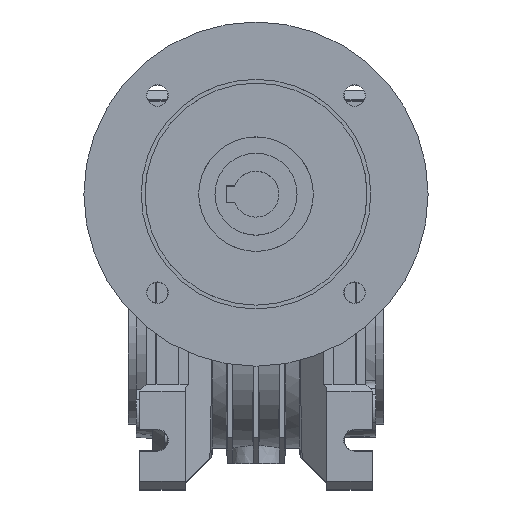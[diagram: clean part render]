
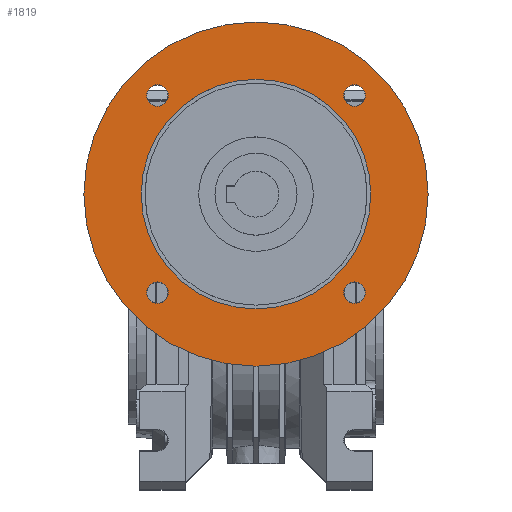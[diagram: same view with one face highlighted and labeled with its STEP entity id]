
A CAD part, top view. The second image highlights one B-rep face of the part: STEP entity #1819.
In plain terms, the highlighted planar face has unit normal (0, 0, 1).
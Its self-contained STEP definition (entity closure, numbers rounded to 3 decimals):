
#1819 = ADVANCED_FACE( 'NONE', ( #3814, #3815, #3816, #3817, #3818, #3819 ), #3820, .T. );
#3814 = FACE_OUTER_BOUND( '', #6184, .T. );
#3815 = FACE_BOUND( '', #6185, .T. );
#3816 = FACE_BOUND( '', #6186, .T. );
#3817 = FACE_BOUND( '', #6187, .T. );
#3818 = FACE_BOUND( '', #6188, .T. );
#3819 = FACE_BOUND( '', #6189, .T. );
#3820 = PLANE( '', #6190 );
#6184 = EDGE_LOOP( '', ( #11785 ) );
#6185 = EDGE_LOOP( '', ( #11786 ) );
#6186 = EDGE_LOOP( '', ( #11787 ) );
#6187 = EDGE_LOOP( '', ( #11788 ) );
#6188 = EDGE_LOOP( '', ( #11789 ) );
#6189 = EDGE_LOOP( '', ( #11790 ) );
#6190 = AXIS2_PLACEMENT_3D( '', #11791, #11792, #11793 );
#11785 = ORIENTED_EDGE( '', *, *, #15028, .T. );
#11786 = ORIENTED_EDGE( '', *, *, #14536, .T. );
#11787 = ORIENTED_EDGE( '', *, *, #13208, .T. );
#11788 = ORIENTED_EDGE( '', *, *, #13184, .T. );
#11789 = ORIENTED_EDGE( '', *, *, #12941, .T. );
#11790 = ORIENTED_EDGE( '', *, *, #14171, .T. );
#11791 = CARTESIAN_POINT( '', ( 0., -57., 16. ) );
#11792 = DIRECTION( '', ( 0., 0., 1. ) );
#11793 = DIRECTION( '', ( -1., 0., 0. ) );
#12941 = EDGE_CURVE( 'NONE', #15572, #15572, #15573, .F. );
#13184 = EDGE_CURVE( 'NONE', #15999, #15999, #16000, .F. );
#13208 = EDGE_CURVE( 'NONE', #16043, #16043, #16044, .F. );
#14171 = EDGE_CURVE( 'NONE', #17582, #17582, #17583, .F. );
#14536 = EDGE_CURVE( 'NONE', #18087, #18087, #18088, .F. );
#15028 = EDGE_CURVE( 'NONE', #18698, #18698, #18699, .T. );
#15572 = VERTEX_POINT( '', #19428 );
#15573 = CIRCLE( '', #19429, 3.296 );
#15999 = VERTEX_POINT( '', #20576 );
#16000 = CIRCLE( '', #20577, 3.296 );
#16043 = VERTEX_POINT( '', #20650 );
#16044 = CIRCLE( '', #20651, 3.296 );
#17582 = VERTEX_POINT( '', #23598 );
#17583 = CIRCLE( '', #23599, 35. );
#18087 = VERTEX_POINT( '', #24407 );
#18088 = CIRCLE( '', #24408, 3.296 );
#18698 = VERTEX_POINT( '', #25720 );
#18699 = CIRCLE( '', #25721, 52.474 );
#19428 = CARTESIAN_POINT( '', ( -33.348, -30.052, 16. ) );
#19429 = AXIS2_PLACEMENT_3D( '', #26244, #26245, #26246 );
#20576 = CARTESIAN_POINT( '', ( 26.756, 30.052, 16. ) );
#20577 = AXIS2_PLACEMENT_3D( '', #26523, #26524, #26525 );
#20650 = CARTESIAN_POINT( '', ( 26.756, -30.052, 16. ) );
#20651 = AXIS2_PLACEMENT_3D( '', #26553, #26554, #26555 );
#23598 = CARTESIAN_POINT( '', ( -35., 0., 16. ) );
#23599 = AXIS2_PLACEMENT_3D( '', #27563, #27564, #27565 );
#24407 = CARTESIAN_POINT( '', ( -33.348, 30.052, 16. ) );
#24408 = AXIS2_PLACEMENT_3D( '', #27937, #27938, #27939 );
#25720 = CARTESIAN_POINT( '', ( -52.474, 0., 16. ) );
#25721 = AXIS2_PLACEMENT_3D( '', #28339, #28340, #28341 );
#26244 = CARTESIAN_POINT( '', ( -30.052, -30.052, 16. ) );
#26245 = DIRECTION( '', ( 0., 0., 1. ) );
#26246 = DIRECTION( '', ( -1., 0., 0. ) );
#26523 = CARTESIAN_POINT( '', ( 30.052, 30.052, 16. ) );
#26524 = DIRECTION( '', ( 0., 0., 1. ) );
#26525 = DIRECTION( '', ( -1., 0., 0. ) );
#26553 = CARTESIAN_POINT( '', ( 30.052, -30.052, 16. ) );
#26554 = DIRECTION( '', ( 0., 0., 1. ) );
#26555 = DIRECTION( '', ( -1., 0., 0. ) );
#27563 = CARTESIAN_POINT( '', ( 0., 0., 16. ) );
#27564 = DIRECTION( '', ( 0., 0., 1. ) );
#27565 = DIRECTION( '', ( -1., 0., 0. ) );
#27937 = CARTESIAN_POINT( '', ( -30.052, 30.052, 16. ) );
#27938 = DIRECTION( '', ( 0., 0., 1. ) );
#27939 = DIRECTION( '', ( -1., 0., 0. ) );
#28339 = CARTESIAN_POINT( '', ( 0., 0., 16. ) );
#28340 = DIRECTION( '', ( 0., 0., 1. ) );
#28341 = DIRECTION( '', ( -1., 0., 0. ) );
